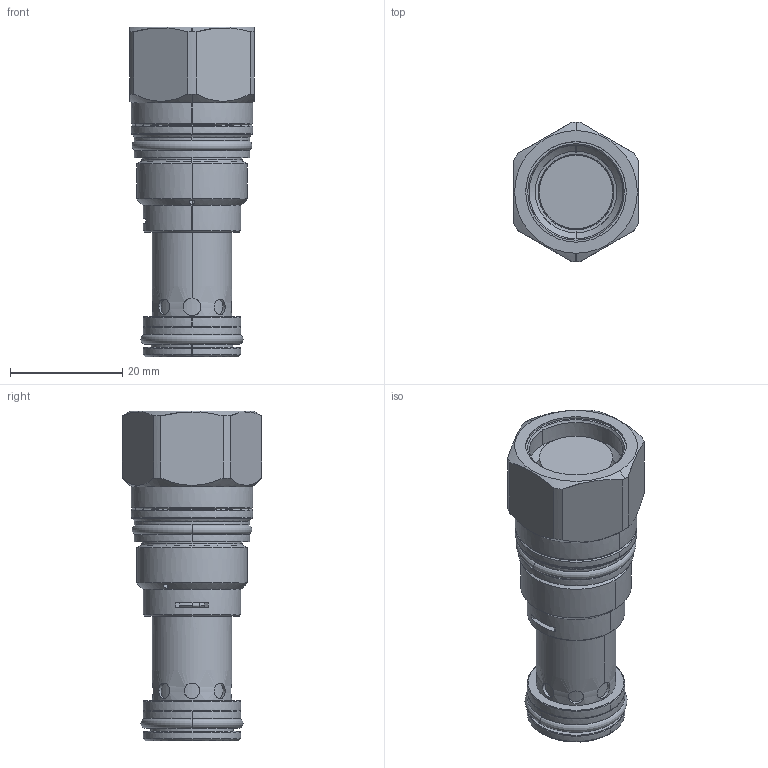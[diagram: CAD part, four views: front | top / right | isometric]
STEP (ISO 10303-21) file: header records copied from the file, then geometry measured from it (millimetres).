
FILE_DESCRIPTION((''),'2;1');
FILE_NAME('RPEC8WN_SW_PRT','2019-01-31T',('charlief'),(''),'PRO/ENGINEER BY PARAMETRIC TECHNOLOGY CORPORATION, 2016010','PRO/ENGINEER BY PARAMETRIC TECHNOLOGY CORPORATION, 2016010','');
FILE_SCHEMA(('CONFIG_CONTROL_DESIGN'));
Length unit declared in the file: inch
Products named in the file (1): RPEC8WN_SW_PRT
Bounding box: 22.23 x 24.84 x 58.75 mm (x, y, z)
Surface area: 9340.9 mm2 (no closed solid volume)
Topology: 0 solids, 0 shells, 193 faces, 910 edges, 898 vertices
Faces by surface type: bspline 170, torus 23
Entity records: 33953 total; most frequent: CARTESIAN_POINT 25974, DIRECTION 1284, TRIMMED_CURVE 1015, DEFINITIONAL_REPRESENTATION 886, PCURVE 886, COMPOSITE_CURVE_SEGMENT 886, VECTOR 792, LINE 792
